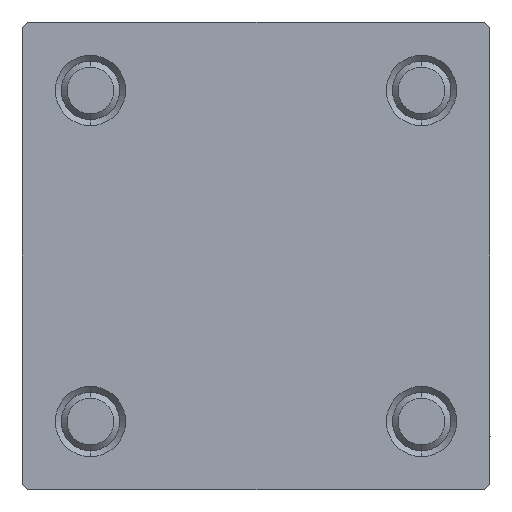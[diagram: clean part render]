
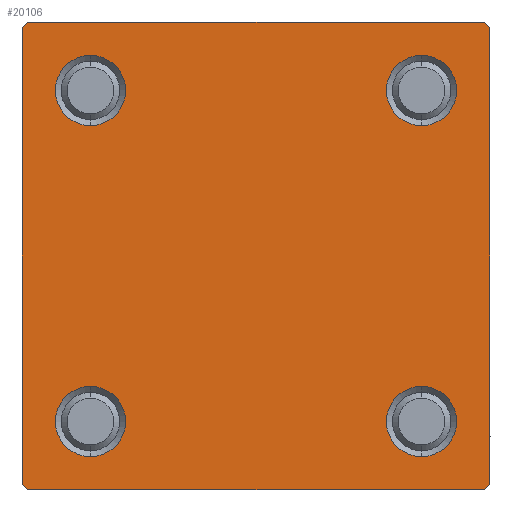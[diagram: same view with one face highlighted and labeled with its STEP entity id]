
A CAD part, left-side view. The second image highlights one B-rep face of the part: STEP entity #20106.
In plain terms, the highlighted planar face has unit normal (-1, 0, 0).
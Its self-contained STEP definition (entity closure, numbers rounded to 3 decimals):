
#134 = EDGE_CURVE ( 'NONE', #14572, #38995, #43403, .T. ) ;
#430 = CARTESIAN_POINT ( 'NONE',  ( 0., 20., 20. ) ) ;
#629 = CARTESIAN_POINT ( 'NONE',  ( 0., 14.15, -17.15 ) ) ;
#1135 = VERTEX_POINT ( 'NONE', #43238 ) ;
#1260 = EDGE_CURVE ( 'NONE', #38995, #14572, #43441, .T. ) ;
#1375 = EDGE_CURVE ( 'NONE', #32387, #36859, #11190, .T. ) ;
#1471 = CARTESIAN_POINT ( 'NONE',  ( 0., -19.5, -20. ) ) ;
#1492 = EDGE_LOOP ( 'NONE', ( #49000, #34848 ) ) ;
#1749 = PLANE ( 'NONE',  #40584 ) ;
#1832 = ORIENTED_EDGE ( 'NONE', *, *, #38874, .T. ) ;
#2049 = CARTESIAN_POINT ( 'NONE',  ( 0., -14.15, -17.15 ) ) ;
#2494 = EDGE_CURVE ( 'NONE', #10170, #42623, #34382, .T. ) ;
#2658 = CARTESIAN_POINT ( 'NONE',  ( 0., -20., 19.5 ) ) ;
#2749 = CARTESIAN_POINT ( 'NONE',  ( 0., -14.15, -11.15 ) ) ;
#2867 = LINE ( 'NONE', #49332, #42761 ) ;
#2922 = ORIENTED_EDGE ( 'NONE', *, *, #35512, .T. ) ;
#4044 = CARTESIAN_POINT ( 'NONE',  ( 0., -14.15, 14.15 ) ) ;
#4090 = DIRECTION ( 'NONE',  ( 0., 0., 1. ) ) ;
#4739 = CARTESIAN_POINT ( 'NONE',  ( 0., -14.15, -14.15 ) ) ;
#4890 = CARTESIAN_POINT ( 'NONE',  ( 0., 14.15, -14.15 ) ) ;
#4987 = CARTESIAN_POINT ( 'NONE',  ( 0., 20., -20. ) ) ;
#5054 = EDGE_LOOP ( 'NONE', ( #21548, #33954 ) ) ;
#5093 = CARTESIAN_POINT ( 'NONE',  ( 0., 19.5, 20. ) ) ;
#5506 = AXIS2_PLACEMENT_3D ( 'NONE', #32618, #48522, #17471 ) ;
#5720 = AXIS2_PLACEMENT_3D ( 'NONE', #4890, #39734, #47557 ) ;
#6540 = VERTEX_POINT ( 'NONE', #45708 ) ;
#7072 = DIRECTION ( 'NONE',  ( 0., -0.707, 0.707 ) ) ;
#7136 = EDGE_CURVE ( 'NONE', #14069, #42699, #10214, .T. ) ;
#7376 = EDGE_LOOP ( 'NONE', ( #25375, #45817 ) ) ;
#7465 = CIRCLE ( 'NONE', #23610, 3. ) ;
#7557 = DIRECTION ( 'NONE',  ( 0., 0., 1. ) ) ;
#9288 = DIRECTION ( 'NONE',  ( 1., 0., 0. ) ) ;
#10170 = VERTEX_POINT ( 'NONE', #2658 ) ;
#10184 = VERTEX_POINT ( 'NONE', #37004 ) ;
#10214 = LINE ( 'NONE', #44546, #43500 ) ;
#11190 = CIRCLE ( 'NONE', #19252, 3. ) ;
#11210 = EDGE_CURVE ( 'NONE', #10184, #25647, #15436, .T. ) ;
#11889 = VECTOR ( 'NONE', #43624, 1000. ) ;
#11993 = VECTOR ( 'NONE', #15346, 1000. ) ;
#12120 = LINE ( 'NONE', #41666, #42766 ) ;
#13130 = FACE_BOUND ( 'NONE', #5054, .T. ) ;
#13773 = VERTEX_POINT ( 'NONE', #1471 ) ;
#13881 = FACE_BOUND ( 'NONE', #24742, .T. ) ;
#14069 = VERTEX_POINT ( 'NONE', #27448 ) ;
#14196 = EDGE_LOOP ( 'NONE', ( #1832, #15751, #24244, #2922, #49974, #15590, #47775, #34195 ) ) ;
#14300 = EDGE_CURVE ( 'NONE', #25647, #10184, #7465, .T. ) ;
#14572 = VERTEX_POINT ( 'NONE', #2049 ) ;
#14859 = LINE ( 'NONE', #38334, #11993 ) ;
#15346 = DIRECTION ( 'NONE',  ( 0., 0.707, -0.707 ) ) ;
#15436 = CIRCLE ( 'NONE', #5720, 3. ) ;
#15590 = ORIENTED_EDGE ( 'NONE', *, *, #28248, .T. ) ;
#15751 = ORIENTED_EDGE ( 'NONE', *, *, #7136, .T. ) ;
#16117 = LINE ( 'NONE', #4987, #11889 ) ;
#17471 = DIRECTION ( 'NONE',  ( 0., 0., 1. ) ) ;
#17537 = EDGE_CURVE ( 'NONE', #18598, #6540, #38556, .T. ) ;
#17964 = CARTESIAN_POINT ( 'NONE',  ( 0., 20., 19.5 ) ) ;
#18231 = CARTESIAN_POINT ( 'NONE',  ( 0., -20., 20. ) ) ;
#18277 = DIRECTION ( 'NONE',  ( 0., 0., -1. ) ) ;
#18598 = VERTEX_POINT ( 'NONE', #5093 ) ;
#18982 = EDGE_CURVE ( 'NONE', #25935, #1135, #22029, .T. ) ;
#19252 = AXIS2_PLACEMENT_3D ( 'NONE', #4044, #34618, #34873 ) ;
#19312 = DIRECTION ( 'NONE',  ( 0., 0., 1. ) ) ;
#19994 = DIRECTION ( 'NONE',  ( 1., 0., 0. ) ) ;
#20106 = ADVANCED_FACE ( 'NONE', ( #47716, #13881, #32311, #13130, #20693 ), #1749, .T. ) ;
#20693 = FACE_OUTER_BOUND ( 'NONE', #14196, .T. ) ;
#20938 = DIRECTION ( 'NONE',  ( 1., 0., 0. ) ) ;
#21548 = ORIENTED_EDGE ( 'NONE', *, *, #36109, .T. ) ;
#21555 = DIRECTION ( 'NONE',  ( 0., -0.707, -0.707 ) ) ;
#22029 = CIRCLE ( 'NONE', #48628, 3. ) ;
#22601 = DIRECTION ( 'NONE',  ( 1., 0., 0. ) ) ;
#22642 = CIRCLE ( 'NONE', #28298, 3. ) ;
#23610 = AXIS2_PLACEMENT_3D ( 'NONE', #34729, #22601, #19312 ) ;
#24239 = CARTESIAN_POINT ( 'NONE',  ( 0., 14.15, 11.15 ) ) ;
#24244 = ORIENTED_EDGE ( 'NONE', *, *, #27506, .T. ) ;
#24742 = EDGE_LOOP ( 'NONE', ( #46046, #49408 ) ) ;
#25375 = ORIENTED_EDGE ( 'NONE', *, *, #41444, .T. ) ;
#25647 = VERTEX_POINT ( 'NONE', #629 ) ;
#25935 = VERTEX_POINT ( 'NONE', #24239 ) ;
#26673 = CARTESIAN_POINT ( 'NONE',  ( 0., -14.15, 11.15 ) ) ;
#27448 = CARTESIAN_POINT ( 'NONE',  ( 0., 20., -19.5 ) ) ;
#27486 = DIRECTION ( 'NONE',  ( 1., 0., 0. ) ) ;
#27506 = EDGE_CURVE ( 'NONE', #42699, #13773, #16117, .T. ) ;
#28248 = EDGE_CURVE ( 'NONE', #10170, #6540, #38368, .T. ) ;
#28298 = AXIS2_PLACEMENT_3D ( 'NONE', #32764, #9288, #36310 ) ;
#29282 = DIRECTION ( 'NONE',  ( 0., 0., 1. ) ) ;
#29655 = VECTOR ( 'NONE', #46436, 1000. ) ;
#30591 = EDGE_CURVE ( 'NONE', #18598, #37984, #14859, .T. ) ;
#30730 = DIRECTION ( 'NONE',  ( 0., -1., 0. ) ) ;
#31365 = VECTOR ( 'NONE', #33388, 1000. ) ;
#32311 = FACE_BOUND ( 'NONE', #1492, .T. ) ;
#32387 = VERTEX_POINT ( 'NONE', #26673 ) ;
#32618 = CARTESIAN_POINT ( 'NONE',  ( 0., -14.15, -14.15 ) ) ;
#32764 = CARTESIAN_POINT ( 'NONE',  ( 0., -14.15, 14.15 ) ) ;
#32965 = CARTESIAN_POINT ( 'NONE',  ( 0., -20., -19.5 ) ) ;
#33063 = CARTESIAN_POINT ( 'NONE',  ( 0., 14.15, 14.15 ) ) ;
#33388 = DIRECTION ( 'NONE',  ( 0., 0., -1. ) ) ;
#33954 = ORIENTED_EDGE ( 'NONE', *, *, #18982, .T. ) ;
#34195 = ORIENTED_EDGE ( 'NONE', *, *, #30591, .T. ) ;
#34382 = LINE ( 'NONE', #18231, #31365 ) ;
#34618 = DIRECTION ( 'NONE',  ( 1., 0., 0. ) ) ;
#34729 = CARTESIAN_POINT ( 'NONE',  ( 0., 14.15, -14.15 ) ) ;
#34848 = ORIENTED_EDGE ( 'NONE', *, *, #14300, .T. ) ;
#34873 = DIRECTION ( 'NONE',  ( 0., 0., 1. ) ) ;
#35413 = CARTESIAN_POINT ( 'NONE',  ( 0., 14.15, 14.15 ) ) ;
#35512 = EDGE_CURVE ( 'NONE', #13773, #42623, #12120, .T. ) ;
#35568 = AXIS2_PLACEMENT_3D ( 'NONE', #35413, #19994, #4090 ) ;
#36109 = EDGE_CURVE ( 'NONE', #1135, #25935, #43586, .T. ) ;
#36310 = DIRECTION ( 'NONE',  ( 0., 0., 1. ) ) ;
#36859 = VERTEX_POINT ( 'NONE', #49327 ) ;
#37003 = CARTESIAN_POINT ( 'NONE',  ( 0., 19.5, -20. ) ) ;
#37004 = CARTESIAN_POINT ( 'NONE',  ( 0., 14.15, -11.15 ) ) ;
#37984 = VERTEX_POINT ( 'NONE', #17964 ) ;
#38334 = CARTESIAN_POINT ( 'NONE',  ( 0., 19.75, 19.75 ) ) ;
#38368 = LINE ( 'NONE', #46188, #29655 ) ;
#38556 = LINE ( 'NONE', #430, #47759 ) ;
#38874 = EDGE_CURVE ( 'NONE', #37984, #14069, #2867, .T. ) ;
#38995 = VERTEX_POINT ( 'NONE', #2749 ) ;
#39734 = DIRECTION ( 'NONE',  ( 1., 0., 0. ) ) ;
#39889 = DIRECTION ( 'NONE',  ( -1., 0., 0. ) ) ;
#40584 = AXIS2_PLACEMENT_3D ( 'NONE', #43930, #39889, #29282 ) ;
#41444 = EDGE_CURVE ( 'NONE', #36859, #32387, #22642, .T. ) ;
#41666 = CARTESIAN_POINT ( 'NONE',  ( 0., -19.75, -19.75 ) ) ;
#42623 = VERTEX_POINT ( 'NONE', #32965 ) ;
#42699 = VERTEX_POINT ( 'NONE', #37003 ) ;
#42761 = VECTOR ( 'NONE', #18277, 1000. ) ;
#42766 = VECTOR ( 'NONE', #7072, 1000. ) ;
#43238 = CARTESIAN_POINT ( 'NONE',  ( 0., 14.15, 17.15 ) ) ;
#43403 = CIRCLE ( 'NONE', #47435, 3. ) ;
#43441 = CIRCLE ( 'NONE', #5506, 3. ) ;
#43500 = VECTOR ( 'NONE', #21555, 1000. ) ;
#43586 = CIRCLE ( 'NONE', #35568, 3. ) ;
#43624 = DIRECTION ( 'NONE',  ( 0., -1., 0. ) ) ;
#43930 = CARTESIAN_POINT ( 'NONE',  ( 0., 0., 0. ) ) ;
#44546 = CARTESIAN_POINT ( 'NONE',  ( 0., 19.75, -19.75 ) ) ;
#45708 = CARTESIAN_POINT ( 'NONE',  ( 0., -19.5, 20. ) ) ;
#45817 = ORIENTED_EDGE ( 'NONE', *, *, #1375, .T. ) ;
#46046 = ORIENTED_EDGE ( 'NONE', *, *, #1260, .T. ) ;
#46188 = CARTESIAN_POINT ( 'NONE',  ( 0., -19.75, 19.75 ) ) ;
#46436 = DIRECTION ( 'NONE',  ( 0., 0.707, 0.707 ) ) ;
#47435 = AXIS2_PLACEMENT_3D ( 'NONE', #4739, #27486, #7557 ) ;
#47557 = DIRECTION ( 'NONE',  ( 0., 0., 1. ) ) ;
#47716 = FACE_BOUND ( 'NONE', #7376, .T. ) ;
#47759 = VECTOR ( 'NONE', #30730, 1000. ) ;
#47775 = ORIENTED_EDGE ( 'NONE', *, *, #17537, .F. ) ;
#47961 = DIRECTION ( 'NONE',  ( 0., 0., 1. ) ) ;
#48522 = DIRECTION ( 'NONE',  ( 1., 0., 0. ) ) ;
#48628 = AXIS2_PLACEMENT_3D ( 'NONE', #33063, #20938, #47961 ) ;
#49000 = ORIENTED_EDGE ( 'NONE', *, *, #11210, .T. ) ;
#49327 = CARTESIAN_POINT ( 'NONE',  ( 0., -14.15, 17.15 ) ) ;
#49332 = CARTESIAN_POINT ( 'NONE',  ( 0., 20., 20. ) ) ;
#49408 = ORIENTED_EDGE ( 'NONE', *, *, #134, .T. ) ;
#49974 = ORIENTED_EDGE ( 'NONE', *, *, #2494, .F. ) ;
